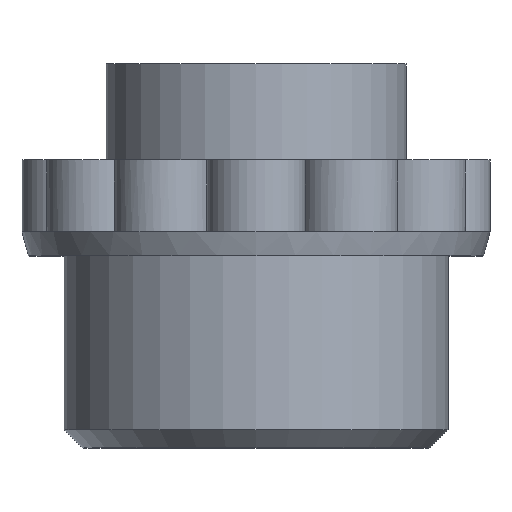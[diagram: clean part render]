
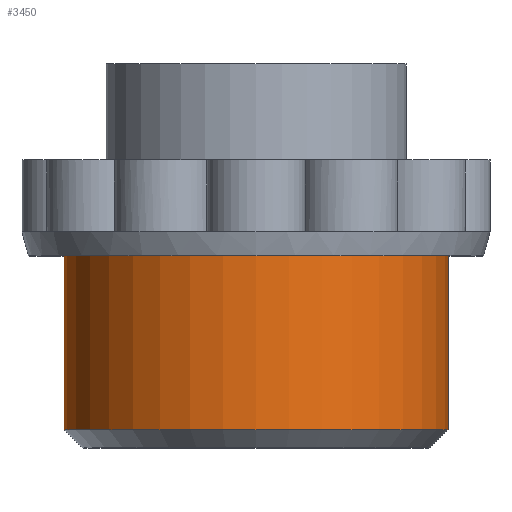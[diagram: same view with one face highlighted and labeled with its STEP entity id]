
A CAD part, top view. The second image highlights one B-rep face of the part: STEP entity #3450.
In plain terms, the highlighted cylindrical face has radius 8 mm (diameter 16 mm), a partial arc.
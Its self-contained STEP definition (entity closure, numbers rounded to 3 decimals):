
#1990=CARTESIAN_POINT('',(-8.,0.75,0.));
#2000=VERTEX_POINT('',#1990);
#2030=CARTESIAN_POINT('',(0.,0.75,0.));
#2040=DIRECTION('',(0.,-1.,0.));
#2050=DIRECTION('',(-1.,0.,0.));
#2060=AXIS2_PLACEMENT_3D('',#2030,#2040,#2050);
#2070=CIRCLE('',#2060,8.);
#2080=CARTESIAN_POINT('',(8.,0.75,0.));
#2090=VERTEX_POINT('',#2080);
#2100=EDGE_CURVE('',#2090,#2000,#2070,.T.);
#3010=CARTESIAN_POINT('',(-8.,8.397,0.));
#3020=VERTEX_POINT('',#3010);
#3100=CARTESIAN_POINT('',(8.,8.397,0.));
#3110=VERTEX_POINT('',#3100);
#3140=CARTESIAN_POINT('',(0.,8.397,0.));
#3150=DIRECTION('',(0.,1.,0.));
#3160=DIRECTION('',(1.,0.,0.));
#3170=AXIS2_PLACEMENT_3D('',#3140,#3150,#3160);
#3180=CIRCLE('',#3170,8.);
#3190=EDGE_CURVE('',#3020,#3110,#3180,.T.);
#3240=CARTESIAN_POINT('',(0.,4.199,0.));
#3250=DIRECTION('',(0.,-1.,0.));
#3260=DIRECTION('',(-1.,0.,0.));
#3270=AXIS2_PLACEMENT_3D('',#3240,#3250,#3260);
#3280=CYLINDRICAL_SURFACE('',#3270,8.);
#3290=CARTESIAN_POINT('',(-8.,4.199,0.));
#3300=DIRECTION('',(0.,-1.,0.));
#3310=VECTOR('',#3300,1.);
#3320=LINE('',#3290,#3310);
#3330=EDGE_CURVE('',#3020,#2000,#3320,.T.);
#3340=ORIENTED_EDGE('',*,*,#3330,.T.);
#3350=ORIENTED_EDGE('',*,*,#3190,.F.);
#3360=CARTESIAN_POINT('',(8.,4.199,0.));
#3370=DIRECTION('',(0.,-1.,0.));
#3380=VECTOR('',#3370,1.);
#3390=LINE('',#3360,#3380);
#3400=EDGE_CURVE('',#3110,#2090,#3390,.T.);
#3410=ORIENTED_EDGE('',*,*,#3400,.F.);
#3420=ORIENTED_EDGE('',*,*,#2100,.F.);
#3430=EDGE_LOOP('',(#3420,#3410,#3350,#3340));
#3440=FACE_OUTER_BOUND('',#3430,.T.);
#3450=ADVANCED_FACE('M16-1.5_602021',(#3440),#3280,.T.);
